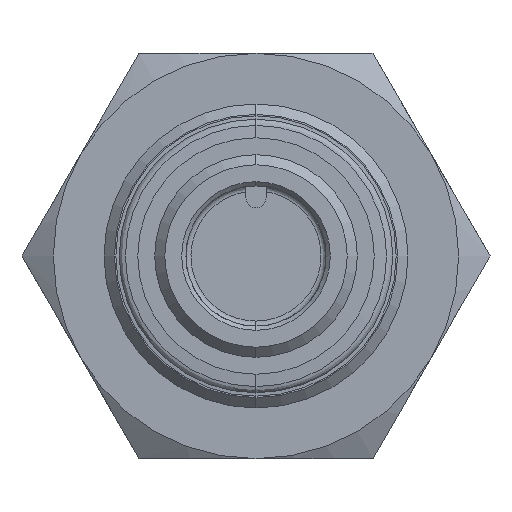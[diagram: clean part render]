
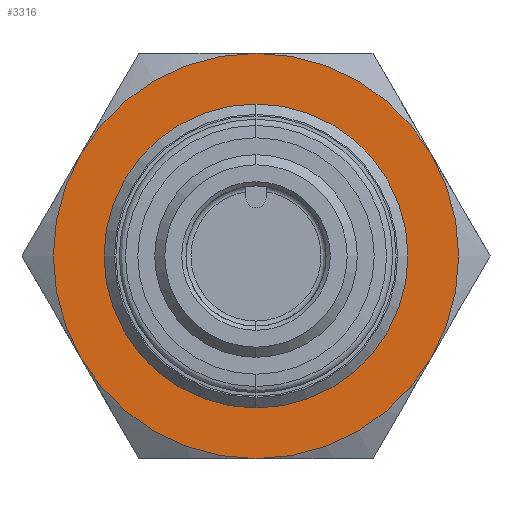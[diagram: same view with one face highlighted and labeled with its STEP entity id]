
A CAD part, left-side view. The second image highlights one B-rep face of the part: STEP entity #3316.
In plain terms, the highlighted planar face has unit normal (-1, 0, 0).
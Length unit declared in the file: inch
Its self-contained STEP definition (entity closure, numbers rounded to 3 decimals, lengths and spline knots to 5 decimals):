
#19 = DIRECTION ( 'NONE',  ( 1., 0., 0. ) ) ;
#119 = CARTESIAN_POINT ( 'NONE',  ( 1.06299, 0., 0. ) ) ;
#614 = DIRECTION ( 'NONE',  ( 0., 0., 1. ) ) ;
#1075 = EDGE_LOOP ( 'NONE', ( #3454, #4630, #4627, #2521, #3437, #3553 ) ) ;
#1132 = CARTESIAN_POINT ( 'NONE',  ( 1.06299, 0., 0. ) ) ;
#1449 = CARTESIAN_POINT ( 'NONE',  ( 1.06299, 0., 0. ) ) ;
#1471 = EDGE_CURVE ( 'NONE', #4254, #5119, #2589, .T. ) ;
#1486 = ORIENTED_EDGE ( 'NONE', *, *, #4317, .T. ) ;
#1554 = FACE_OUTER_BOUND ( 'NONE', #1075, .T. ) ;
#1698 = EDGE_CURVE ( 'NONE', #4671, #1699, #5733, .T. ) ;
#1699 = VERTEX_POINT ( 'NONE', #1744 ) ;
#1744 = CARTESIAN_POINT ( 'NONE',  ( 1.06299, 0.40915, 0.23622 ) ) ;
#1790 = CARTESIAN_POINT ( 'NONE',  ( 1.06299, 0., 0. ) ) ;
#1935 = CARTESIAN_POINT ( 'NONE',  ( 1.06299, 0., 0.47244 ) ) ;
#1972 = CARTESIAN_POINT ( 'NONE',  ( 1.06299, 0., 0. ) ) ;
#2000 = AXIS2_PLACEMENT_3D ( 'NONE', #6724, #6200, #6681 ) ;
#2082 = DIRECTION ( 'NONE',  ( 1., 0., 0. ) ) ;
#2257 = AXIS2_PLACEMENT_3D ( 'NONE', #1790, #4917, #4385 ) ;
#2260 = DIRECTION ( 'NONE',  ( 0., 0., -1. ) ) ;
#2521 = ORIENTED_EDGE ( 'NONE', *, *, #1471, .F. ) ;
#2551 = CIRCLE ( 'NONE', #4856, 0.47244 ) ;
#2589 = CIRCLE ( 'NONE', #6823, 0.47244 ) ;
#2681 = CARTESIAN_POINT ( 'NONE',  ( 1.06299, 0., 0. ) ) ;
#2857 = DIRECTION ( 'NONE',  ( 1., 0., 0. ) ) ;
#2872 = PLANE ( 'NONE',  #2000 ) ;
#3261 = AXIS2_PLACEMENT_3D ( 'NONE', #1449, #5164, #5692 ) ;
#3264 = DIRECTION ( 'NONE',  ( 0., 0., -1. ) ) ;
#3316 = ADVANCED_FACE ( 'NONE', ( #6781, #1554 ), #2872, .F. ) ;
#3437 = ORIENTED_EDGE ( 'NONE', *, *, #6298, .F. ) ;
#3454 = ORIENTED_EDGE ( 'NONE', *, *, #3761, .F. ) ;
#3457 = CIRCLE ( 'NONE', #3893, 0.35433 ) ;
#3553 = ORIENTED_EDGE ( 'NONE', *, *, #1698, .F. ) ;
#3633 = EDGE_LOOP ( 'NONE', ( #1486, #4738 ) ) ;
#3761 = EDGE_CURVE ( 'NONE', #5222, #4671, #2551, .T. ) ;
#3852 = EDGE_CURVE ( 'NONE', #3984, #5025, #3457, .T. ) ;
#3893 = AXIS2_PLACEMENT_3D ( 'NONE', #1132, #5885, #614 ) ;
#3935 = EDGE_CURVE ( 'NONE', #4168, #5222, #4943, .T. ) ;
#3984 = VERTEX_POINT ( 'NONE', #4905 ) ;
#4018 = CIRCLE ( 'NONE', #6607, 0.35433 ) ;
#4043 = CARTESIAN_POINT ( 'NONE',  ( 1.06299, -0.40915, 0.23622 ) ) ;
#4168 = VERTEX_POINT ( 'NONE', #5166 ) ;
#4188 = CARTESIAN_POINT ( 'NONE',  ( 1.06299, 0.40915, -0.23622 ) ) ;
#4254 = VERTEX_POINT ( 'NONE', #1935 ) ;
#4317 = EDGE_CURVE ( 'NONE', #5025, #3984, #4018, .T. ) ;
#4385 = DIRECTION ( 'NONE',  ( 0., 0., -1. ) ) ;
#4423 = DIRECTION ( 'NONE',  ( 0., 0., -1. ) ) ;
#4425 = EDGE_CURVE ( 'NONE', #5119, #4168, #4557, .T. ) ;
#4557 = CIRCLE ( 'NONE', #3261, 0.47244 ) ;
#4627 = ORIENTED_EDGE ( 'NONE', *, *, #4425, .F. ) ;
#4630 = ORIENTED_EDGE ( 'NONE', *, *, #3935, .F. ) ;
#4634 = AXIS2_PLACEMENT_3D ( 'NONE', #4913, #6547, #4423 ) ;
#4659 = DIRECTION ( 'NONE',  ( 0., 0., -1. ) ) ;
#4671 = VERTEX_POINT ( 'NONE', #4188 ) ;
#4738 = ORIENTED_EDGE ( 'NONE', *, *, #3852, .T. ) ;
#4856 = AXIS2_PLACEMENT_3D ( 'NONE', #5031, #2082, #3264 ) ;
#4905 = CARTESIAN_POINT ( 'NONE',  ( 1.06299, 0., -0.35433 ) ) ;
#4913 = CARTESIAN_POINT ( 'NONE',  ( 1.06299, 0., 0. ) ) ;
#4917 = DIRECTION ( 'NONE',  ( 1., 0., 0. ) ) ;
#4943 = CIRCLE ( 'NONE', #6287, 0.47244 ) ;
#5025 = VERTEX_POINT ( 'NONE', #5173 ) ;
#5031 = CARTESIAN_POINT ( 'NONE',  ( 1.06299, 0., 0. ) ) ;
#5119 = VERTEX_POINT ( 'NONE', #4043 ) ;
#5164 = DIRECTION ( 'NONE',  ( 1., 0., 0. ) ) ;
#5166 = CARTESIAN_POINT ( 'NONE',  ( 1.06299, -0.40915, -0.23622 ) ) ;
#5173 = CARTESIAN_POINT ( 'NONE',  ( 1.06299, 0., 0.35433 ) ) ;
#5222 = VERTEX_POINT ( 'NONE', #6784 ) ;
#5681 = CIRCLE ( 'NONE', #2257, 0.47244 ) ;
#5692 = DIRECTION ( 'NONE',  ( 0., 0., -1. ) ) ;
#5733 = CIRCLE ( 'NONE', #4634, 0.47244 ) ;
#5885 = DIRECTION ( 'NONE',  ( 1., 0., 0. ) ) ;
#6200 = DIRECTION ( 'NONE',  ( 1., 0., 0. ) ) ;
#6256 = DIRECTION ( 'NONE',  ( 1., 0., 0. ) ) ;
#6287 = AXIS2_PLACEMENT_3D ( 'NONE', #119, #2857, #2260 ) ;
#6298 = EDGE_CURVE ( 'NONE', #1699, #4254, #5681, .T. ) ;
#6547 = DIRECTION ( 'NONE',  ( 1., 0., 0. ) ) ;
#6607 = AXIS2_PLACEMENT_3D ( 'NONE', #2681, #19, #6877 ) ;
#6681 = DIRECTION ( 'NONE',  ( 0., 0., -1. ) ) ;
#6724 = CARTESIAN_POINT ( 'NONE',  ( 1.06299, 0., 0. ) ) ;
#6781 = FACE_BOUND ( 'NONE', #3633, .T. ) ;
#6784 = CARTESIAN_POINT ( 'NONE',  ( 1.06299, 0., -0.47244 ) ) ;
#6823 = AXIS2_PLACEMENT_3D ( 'NONE', #1972, #6256, #4659 ) ;
#6877 = DIRECTION ( 'NONE',  ( 0., 0., 1. ) ) ;
